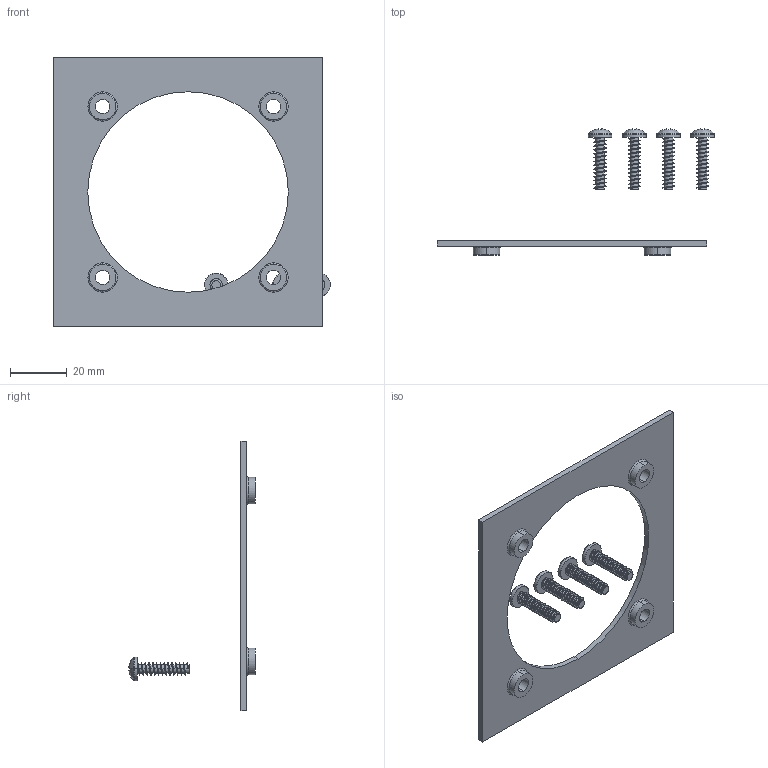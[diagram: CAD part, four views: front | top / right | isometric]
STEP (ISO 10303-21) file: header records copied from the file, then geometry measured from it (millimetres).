
FILE_DESCRIPTION (( 'STEP AP203' ), '1' );
FILE_NAME ('6109838.STEP', '2016-04-28T06:51:03', ( '' ), ( '' ), 'SwSTEP 2.0', 'SolidWorks 2014', '' );
FILE_SCHEMA (( 'CONFIG_CONTROL_DESIGN' ));
Length unit declared in the file: millimetre
Products named in the file (3): P_53013AA_1; 6109838; 34950CWT1
Assembly tree (5 placements, depth 2):
  6109838
    34950CWT1
    P_53013AA_1  x4
Bounding box: 97.26 x 44.35 x 94.5 mm (x, y, z)
Volume: 11547.6 mm3; surface area: 13793.4 mm2
Topology: 5 solids, 5 shells, 288 faces, 770 edges, 500 vertices
Faces by surface type: cylinder 158, plane 74, torus 40, bspline 16
Entity records: 4591 total; most frequent: CARTESIAN_POINT 1955, ORIENTED_EDGE 508, DIRECTION 444, EDGE_CURVE 254, AXIS2_PLACEMENT_3D 176, VERTEX_POINT 164, EDGE_LOOP 114, FACE_OUTER_BOUND 99
